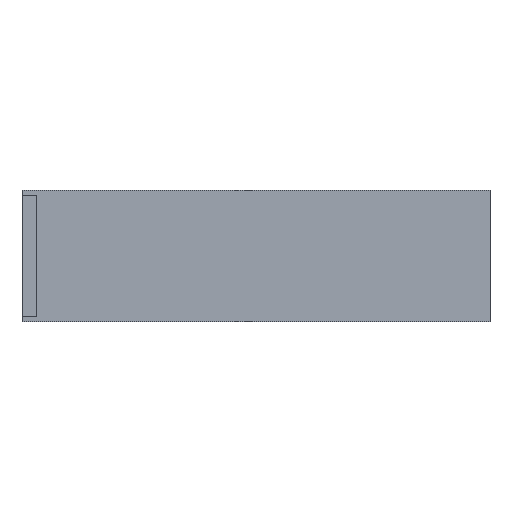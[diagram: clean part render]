
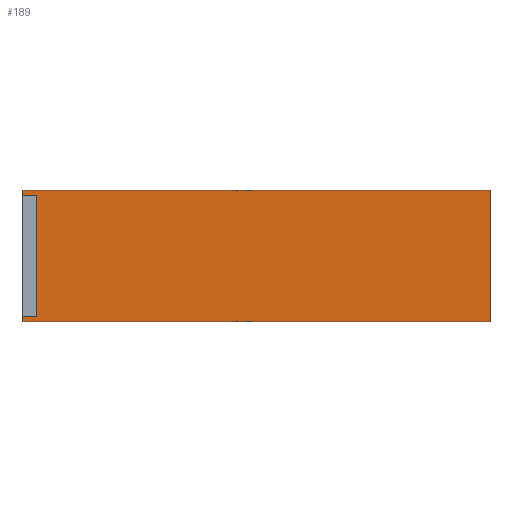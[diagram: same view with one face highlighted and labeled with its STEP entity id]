
A CAD part, top view. The second image highlights one B-rep face of the part: STEP entity #189.
In plain terms, the highlighted planar face has unit normal (0, 0, 1).
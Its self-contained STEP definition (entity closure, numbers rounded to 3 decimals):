
#23=FACE_OUTER_BOUND('',#33,.T.);
#33=EDGE_LOOP('',(#159,#160,#161,#162,#163,#164,#165,#166));
#35=LINE('',#265,#59);
#39=LINE('',#273,#63);
#42=LINE('',#279,#66);
#48=LINE('',#291,#72);
#49=LINE('',#293,#73);
#52=LINE('',#299,#76);
#55=LINE('',#305,#79);
#58=LINE('',#309,#82);
#59=VECTOR('',#219,10.);
#63=VECTOR('',#225,10.);
#66=VECTOR('',#230,10.);
#72=VECTOR('',#240,10.);
#73=VECTOR('',#241,10.);
#76=VECTOR('',#246,10.);
#79=VECTOR('',#251,10.);
#82=VECTOR('',#256,10.);
#83=VERTEX_POINT('',#263);
#84=VERTEX_POINT('',#264);
#87=VERTEX_POINT('',#272);
#89=VERTEX_POINT('',#278);
#93=VERTEX_POINT('',#289);
#94=VERTEX_POINT('',#292);
#96=VERTEX_POINT('',#298);
#98=VERTEX_POINT('',#304);
#99=EDGE_CURVE('',#83,#84,#35,.T.);
#103=EDGE_CURVE('',#84,#87,#39,.T.);
#106=EDGE_CURVE('',#87,#89,#42,.T.);
#112=EDGE_CURVE('',#89,#93,#48,.T.);
#113=EDGE_CURVE('',#94,#83,#49,.T.);
#116=EDGE_CURVE('',#96,#94,#52,.T.);
#119=EDGE_CURVE('',#98,#96,#55,.T.);
#122=EDGE_CURVE('',#93,#98,#58,.T.);
#159=ORIENTED_EDGE('',*,*,#106,.T.);
#160=ORIENTED_EDGE('',*,*,#112,.T.);
#161=ORIENTED_EDGE('',*,*,#122,.T.);
#162=ORIENTED_EDGE('',*,*,#119,.T.);
#163=ORIENTED_EDGE('',*,*,#116,.T.);
#164=ORIENTED_EDGE('',*,*,#113,.T.);
#165=ORIENTED_EDGE('',*,*,#99,.T.);
#166=ORIENTED_EDGE('',*,*,#103,.T.);
#179=PLANE('',#213);
#189=ADVANCED_FACE('',(#23),#179,.T.);
#213=AXIS2_PLACEMENT_3D('',#310,#257,#258);
#219=DIRECTION('',(1.,0.,0.));
#225=DIRECTION('',(0.,-1.,0.));
#230=DIRECTION('',(-1.,0.,0.));
#240=DIRECTION('',(0.,-1.,0.));
#241=DIRECTION('',(0.,-1.,0.));
#246=DIRECTION('',(-1.,0.,0.));
#251=DIRECTION('',(0.,1.,0.));
#256=DIRECTION('',(1.,0.,0.));
#257=DIRECTION('center_axis',(0.,0.,1.));
#258=DIRECTION('ref_axis',(1.,0.,0.));
#263=CARTESIAN_POINT('',(4.305,29.3,1.));
#264=CARTESIAN_POINT('',(6.305,29.3,1.));
#265=CARTESIAN_POINT('',(21.055,29.3,1.));
#272=CARTESIAN_POINT('',(6.305,12.95,1.));
#273=CARTESIAN_POINT('',(6.305,17.038,1.));
#278=CARTESIAN_POINT('',(4.305,12.95,1.));
#279=CARTESIAN_POINT('',(20.055,12.95,1.));
#289=CARTESIAN_POINT('',(4.305,12.25,1.));
#291=CARTESIAN_POINT('',(4.305,12.25,1.));
#292=CARTESIAN_POINT('',(4.305,30.,1.));
#293=CARTESIAN_POINT('',(4.305,12.25,1.));
#298=CARTESIAN_POINT('',(67.305,30.,1.));
#299=CARTESIAN_POINT('',(4.305,30.,1.));
#304=CARTESIAN_POINT('',(67.305,12.25,1.));
#305=CARTESIAN_POINT('',(67.305,30.,1.));
#309=CARTESIAN_POINT('',(67.305,12.25,1.));
#310=CARTESIAN_POINT('Origin',(35.805,21.125,1.));
